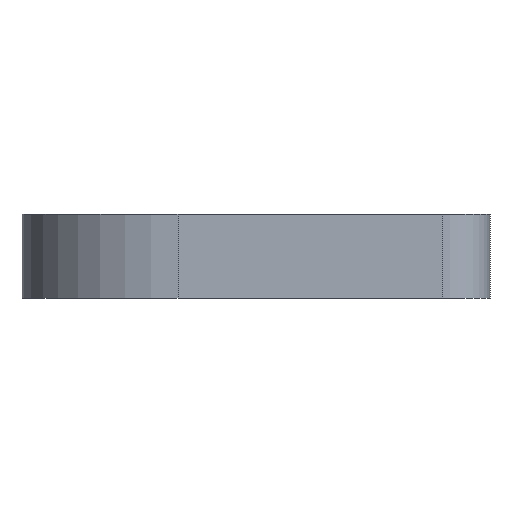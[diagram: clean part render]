
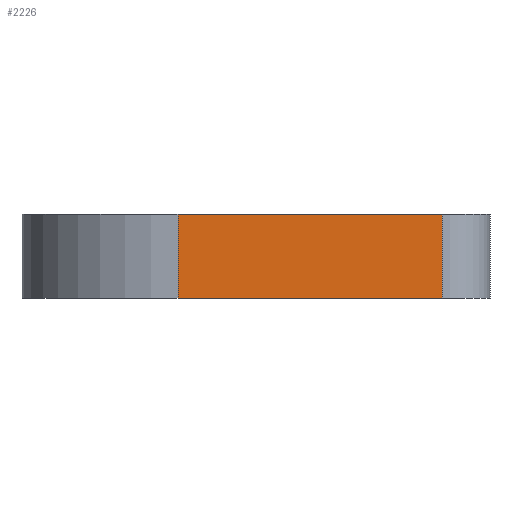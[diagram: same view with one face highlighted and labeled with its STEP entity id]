
A CAD part, left-side view. The second image highlights one B-rep face of the part: STEP entity #2226.
In plain terms, the highlighted planar face has unit normal (-1, 0, 0).
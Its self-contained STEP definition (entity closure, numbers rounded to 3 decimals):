
#72 = PLANE('',#73);
#73 = AXIS2_PLACEMENT_3D('',#74,#75,#76);
#74 = CARTESIAN_POINT('',(-25.681,13.274,0.));
#75 = DIRECTION('',(0.,0.,1.));
#76 = DIRECTION('',(1.,0.,0.));
#914 = VERTEX_POINT('',#915);
#915 = CARTESIAN_POINT('',(-36.5,-5.001,0.));
#930 = CYLINDRICAL_SURFACE('',#931,3.999);
#931 = AXIS2_PLACEMENT_3D('',#932,#933,#934);
#932 = CARTESIAN_POINT('',(-32.501,-5.001,0.));
#933 = DIRECTION('',(0.,0.,1.));
#934 = DIRECTION('',(-1.,0.,0.));
#942 = EDGE_CURVE('',#943,#914,#945,.T.);
#943 = VERTEX_POINT('',#944);
#944 = CARTESIAN_POINT('',(-36.5,17.,0.));
#945 = SURFACE_CURVE('',#946,(#950,#957),.PCURVE_S1.);
#946 = LINE('',#947,#948);
#947 = CARTESIAN_POINT('',(-36.5,30.,0.));
#948 = VECTOR('',#949,1.);
#949 = DIRECTION('',(-0.,-1.,-0.));
#950 = PCURVE('',#72,#951);
#951 = DEFINITIONAL_REPRESENTATION('',(#952),#956);
#952 = LINE('',#953,#954);
#953 = CARTESIAN_POINT('',(-10.819,16.726));
#954 = VECTOR('',#955,1.);
#955 = DIRECTION('',(-0.,-1.));
#956 = ( GEOMETRIC_REPRESENTATION_CONTEXT(2) 
PARAMETRIC_REPRESENTATION_CONTEXT() REPRESENTATION_CONTEXT('2D SPACE',''
  ) );
#957 = PCURVE('',#958,#963);
#958 = PLANE('',#959);
#959 = AXIS2_PLACEMENT_3D('',#960,#961,#962);
#960 = CARTESIAN_POINT('',(-36.5,30.,0.));
#961 = DIRECTION('',(-1.,-0.,-0.));
#962 = DIRECTION('',(0.,1.,0.));
#963 = DEFINITIONAL_REPRESENTATION('',(#964),#968);
#964 = LINE('',#965,#966);
#965 = CARTESIAN_POINT('',(-0.,-0.));
#966 = VECTOR('',#967,1.);
#967 = DIRECTION('',(-1.,0.));
#968 = ( GEOMETRIC_REPRESENTATION_CONTEXT(2) 
PARAMETRIC_REPRESENTATION_CONTEXT() REPRESENTATION_CONTEXT('2D SPACE',''
  ) );
#985 = CYLINDRICAL_SURFACE('',#986,13.);
#986 = AXIS2_PLACEMENT_3D('',#987,#988,#989);
#987 = CARTESIAN_POINT('',(-23.5,17.,0.));
#988 = DIRECTION('',(0.,0.,1.));
#989 = DIRECTION('',(0.,1.,0.));
#1728 = PLANE('',#1729);
#1729 = AXIS2_PLACEMENT_3D('',#1730,#1731,#1732);
#1730 = CARTESIAN_POINT('',(-25.681,13.274,7.));
#1731 = DIRECTION('',(0.,0.,1.));
#1732 = DIRECTION('',(1.,0.,0.));
#2181 = EDGE_CURVE('',#943,#2182,#2184,.T.);
#2182 = VERTEX_POINT('',#2183);
#2183 = CARTESIAN_POINT('',(-36.5,17.,7.));
#2184 = SURFACE_CURVE('',#2185,(#2189,#2196),.PCURVE_S1.);
#2185 = LINE('',#2186,#2187);
#2186 = CARTESIAN_POINT('',(-36.5,17.,0.));
#2187 = VECTOR('',#2188,1.);
#2188 = DIRECTION('',(0.,0.,1.));
#2189 = PCURVE('',#985,#2190);
#2190 = DEFINITIONAL_REPRESENTATION('',(#2191),#2195);
#2191 = LINE('',#2192,#2193);
#2192 = CARTESIAN_POINT('',(1.571,0.));
#2193 = VECTOR('',#2194,1.);
#2194 = DIRECTION('',(0.,1.));
#2195 = ( GEOMETRIC_REPRESENTATION_CONTEXT(2) 
PARAMETRIC_REPRESENTATION_CONTEXT() REPRESENTATION_CONTEXT('2D SPACE',''
  ) );
#2196 = PCURVE('',#958,#2197);
#2197 = DEFINITIONAL_REPRESENTATION('',(#2198),#2202);
#2198 = LINE('',#2199,#2200);
#2199 = CARTESIAN_POINT('',(-13.,0.));
#2200 = VECTOR('',#2201,1.);
#2201 = DIRECTION('',(-0.,-1.));
#2202 = ( GEOMETRIC_REPRESENTATION_CONTEXT(2) 
PARAMETRIC_REPRESENTATION_CONTEXT() REPRESENTATION_CONTEXT('2D SPACE',''
  ) );
#2226 = ADVANCED_FACE('',(#2227),#958,.T.);
#2227 = FACE_BOUND('',#2228,.F.);
#2228 = EDGE_LOOP('',(#2229,#2230,#2231,#2254));
#2229 = ORIENTED_EDGE('',*,*,#942,.F.);
#2230 = ORIENTED_EDGE('',*,*,#2181,.T.);
#2231 = ORIENTED_EDGE('',*,*,#2232,.T.);
#2232 = EDGE_CURVE('',#2182,#2233,#2235,.T.);
#2233 = VERTEX_POINT('',#2234);
#2234 = CARTESIAN_POINT('',(-36.5,-5.001,7.));
#2235 = SURFACE_CURVE('',#2236,(#2240,#2247),.PCURVE_S1.);
#2236 = LINE('',#2237,#2238);
#2237 = CARTESIAN_POINT('',(-36.5,30.,7.));
#2238 = VECTOR('',#2239,1.);
#2239 = DIRECTION('',(-0.,-1.,-0.));
#2240 = PCURVE('',#958,#2241);
#2241 = DEFINITIONAL_REPRESENTATION('',(#2242),#2246);
#2242 = LINE('',#2243,#2244);
#2243 = CARTESIAN_POINT('',(-0.,-7.));
#2244 = VECTOR('',#2245,1.);
#2245 = DIRECTION('',(-1.,0.));
#2246 = ( GEOMETRIC_REPRESENTATION_CONTEXT(2) 
PARAMETRIC_REPRESENTATION_CONTEXT() REPRESENTATION_CONTEXT('2D SPACE',''
  ) );
#2247 = PCURVE('',#1728,#2248);
#2248 = DEFINITIONAL_REPRESENTATION('',(#2249),#2253);
#2249 = LINE('',#2250,#2251);
#2250 = CARTESIAN_POINT('',(-10.819,16.726));
#2251 = VECTOR('',#2252,1.);
#2252 = DIRECTION('',(-0.,-1.));
#2253 = ( GEOMETRIC_REPRESENTATION_CONTEXT(2) 
PARAMETRIC_REPRESENTATION_CONTEXT() REPRESENTATION_CONTEXT('2D SPACE',''
  ) );
#2254 = ORIENTED_EDGE('',*,*,#2255,.F.);
#2255 = EDGE_CURVE('',#914,#2233,#2256,.T.);
#2256 = SURFACE_CURVE('',#2257,(#2261,#2268),.PCURVE_S1.);
#2257 = LINE('',#2258,#2259);
#2258 = CARTESIAN_POINT('',(-36.5,-5.001,0.));
#2259 = VECTOR('',#2260,1.);
#2260 = DIRECTION('',(0.,0.,1.));
#2261 = PCURVE('',#958,#2262);
#2262 = DEFINITIONAL_REPRESENTATION('',(#2263),#2267);
#2263 = LINE('',#2264,#2265);
#2264 = CARTESIAN_POINT('',(-35.001,0.));
#2265 = VECTOR('',#2266,1.);
#2266 = DIRECTION('',(-0.,-1.));
#2267 = ( GEOMETRIC_REPRESENTATION_CONTEXT(2) 
PARAMETRIC_REPRESENTATION_CONTEXT() REPRESENTATION_CONTEXT('2D SPACE',''
  ) );
#2268 = PCURVE('',#930,#2269);
#2269 = DEFINITIONAL_REPRESENTATION('',(#2270),#2274);
#2270 = LINE('',#2271,#2272);
#2271 = CARTESIAN_POINT('',(0.,0.));
#2272 = VECTOR('',#2273,1.);
#2273 = DIRECTION('',(0.,1.));
#2274 = ( GEOMETRIC_REPRESENTATION_CONTEXT(2) 
PARAMETRIC_REPRESENTATION_CONTEXT() REPRESENTATION_CONTEXT('2D SPACE',''
  ) );
